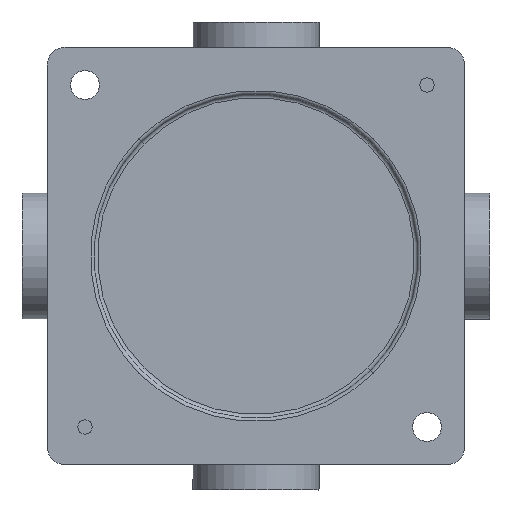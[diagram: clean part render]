
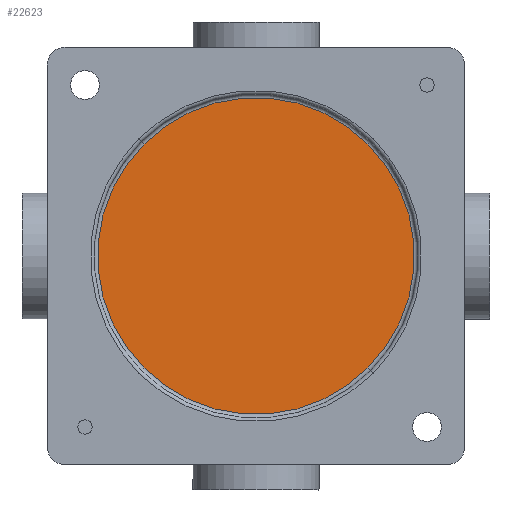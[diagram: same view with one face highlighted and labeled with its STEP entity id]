
A CAD part, front view. The second image highlights one B-rep face of the part: STEP entity #22623.
In plain terms, the highlighted planar face has unit normal (0, -1, 0).
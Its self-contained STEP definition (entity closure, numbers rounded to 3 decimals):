
#2487 = DIRECTION ( 'NONE',  ( 0., -1., 0. ) ) ;
#2524 = AXIS2_PLACEMENT_3D ( 'NONE', #9650, #2832, #27685 ) ;
#2832 = DIRECTION ( 'NONE',  ( 0., -1., 0. ) ) ;
#3300 = AXIS2_PLACEMENT_3D ( 'NONE', #12871, #3516, #3907 ) ;
#3516 = DIRECTION ( 'NONE',  ( 0., -1., 0. ) ) ;
#3907 = DIRECTION ( 'NONE',  ( 0., 0., -1. ) ) ;
#8751 = EDGE_CURVE ( 'NONE', #9209, #25548, #20518, .T. ) ;
#9128 = ORIENTED_EDGE ( 'NONE', *, *, #23133, .T. ) ;
#9209 = VERTEX_POINT ( 'NONE', #18789 ) ;
#9650 = CARTESIAN_POINT ( 'NONE',  ( 0., -37.5, 0. ) ) ;
#12496 = CARTESIAN_POINT ( 'NONE',  ( 0., -37.5, -44. ) ) ;
#12871 = CARTESIAN_POINT ( 'NONE',  ( 0., -37.5, 0. ) ) ;
#13772 = EDGE_LOOP ( 'NONE', ( #9128, #17300 ) ) ;
#15981 = CARTESIAN_POINT ( 'NONE',  ( 0., -37.5, 0. ) ) ;
#16278 = CIRCLE ( 'NONE', #3300, 44. ) ;
#16318 = PLANE ( 'NONE',  #2524 ) ;
#17021 = FACE_OUTER_BOUND ( 'NONE', #13772, .T. ) ;
#17300 = ORIENTED_EDGE ( 'NONE', *, *, #8751, .T. ) ;
#17561 = AXIS2_PLACEMENT_3D ( 'NONE', #15981, #2487, #18250 ) ;
#18250 = DIRECTION ( 'NONE',  ( 0., 0., -1. ) ) ;
#18789 = CARTESIAN_POINT ( 'NONE',  ( 0., -37.5, 44. ) ) ;
#20518 = CIRCLE ( 'NONE', #17561, 44. ) ;
#22623 = ADVANCED_FACE ( 'NONE', ( #17021 ), #16318, .T. ) ;
#23133 = EDGE_CURVE ( 'NONE', #25548, #9209, #16278, .T. ) ;
#25548 = VERTEX_POINT ( 'NONE', #12496 ) ;
#27685 = DIRECTION ( 'NONE',  ( 0., 0., -1. ) ) ;
